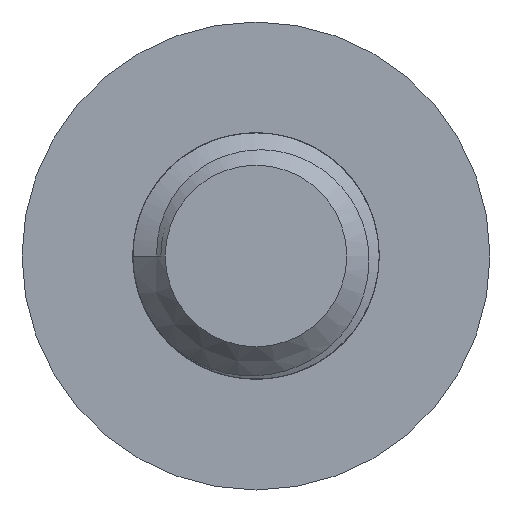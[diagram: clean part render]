
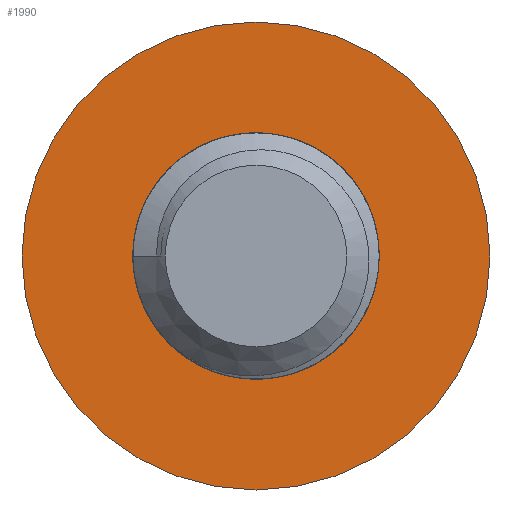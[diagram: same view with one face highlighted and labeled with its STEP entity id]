
A CAD part, left-side view. The second image highlights one B-rep face of the part: STEP entity #1990.
In plain terms, the highlighted face is planar.
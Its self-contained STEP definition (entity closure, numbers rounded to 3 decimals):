
#24=PLANE('',#2129);
#36=FACE_BOUND('',#266,.T.);
#45=CIRCLE('',#2069,2.);
#48=CIRCLE('',#2115,3.8);
#57=CIRCLE('',#2130,2.);
#151=FACE_OUTER_BOUND('',#265,.T.);
#265=EDGE_LOOP('',(#1565));
#266=EDGE_LOOP('',(#1566,#1567));
#779=VERTEX_POINT('',#12696);
#780=VERTEX_POINT('',#12721);
#867=VERTEX_POINT('',#15894);
#1022=EDGE_CURVE('',#779,#780,#45,.T.);
#1152=EDGE_CURVE('',#867,#867,#48,.T.);
#1166=EDGE_CURVE('',#780,#779,#57,.T.);
#1565=ORIENTED_EDGE('',*,*,#1152,.F.);
#1566=ORIENTED_EDGE('',*,*,#1022,.F.);
#1567=ORIENTED_EDGE('',*,*,#1166,.F.);
#1990=ADVANCED_FACE('',(#151,#36),#24,.F.);
#2069=AXIS2_PLACEMENT_3D('',#12722,#2287,#2288);
#2115=AXIS2_PLACEMENT_3D('',#15896,#2421,#2422);
#2129=AXIS2_PLACEMENT_3D('',#15997,#2451,#2452);
#2130=AXIS2_PLACEMENT_3D('',#15998,#2453,#2454);
#2287=DIRECTION('center_axis',(0.,0.,-1.));
#2288=DIRECTION('ref_axis',(1.,0.,0.));
#2421=DIRECTION('center_axis',(0.,0.,1.));
#2422=DIRECTION('ref_axis',(1.,0.,0.));
#2451=DIRECTION('center_axis',(0.,0.,1.));
#2452=DIRECTION('ref_axis',(1.,0.,0.));
#2453=DIRECTION('center_axis',(0.,0.,-1.));
#2454=DIRECTION('ref_axis',(1.,0.,0.));
#12696=CARTESIAN_POINT('',(-1.237,1.571,-2.2));
#12721=CARTESIAN_POINT('',(0.239,1.986,-2.2));
#12722=CARTESIAN_POINT('Origin',(0.,0.,-2.2));
#15894=CARTESIAN_POINT('',(-3.8,0.,-2.2));
#15896=CARTESIAN_POINT('Origin',(0.,0.,-2.2));
#15997=CARTESIAN_POINT('Origin',(0.,-3.8,-2.2));
#15998=CARTESIAN_POINT('Origin',(0.,0.,-2.2));
